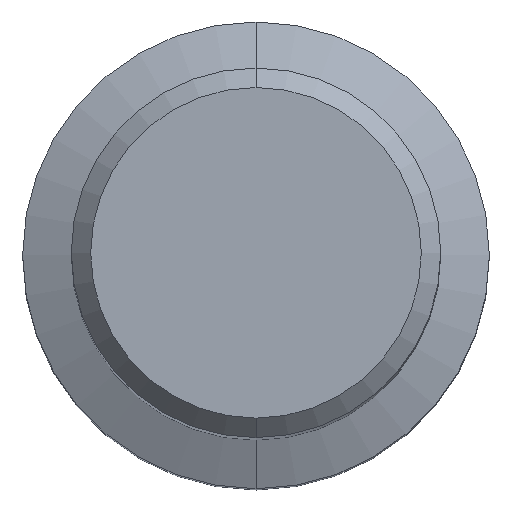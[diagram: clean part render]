
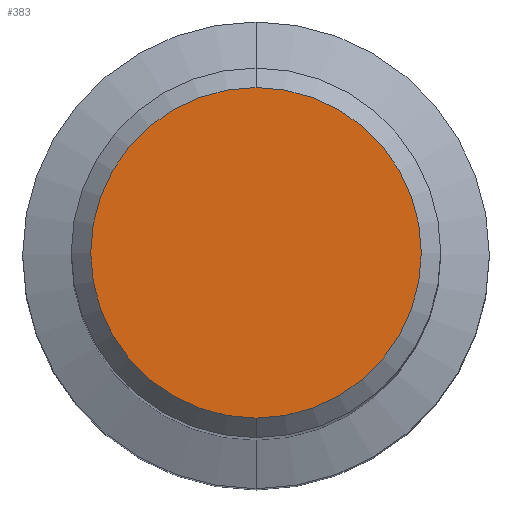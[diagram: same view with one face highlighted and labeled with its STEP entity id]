
A CAD part, top view. The second image highlights one B-rep face of the part: STEP entity #383.
In plain terms, the highlighted planar face has unit normal (0, 0, 1).
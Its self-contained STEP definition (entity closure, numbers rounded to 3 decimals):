
#235=EDGE_CURVE('',#491,#269,#594,.T.);
#269=VERTEX_POINT('',#631);
#317=EDGE_CURVE('',#269,#491,#683,.T.);
#383=ADVANCED_FACE('',(#756),#757,.T.);
#491=VERTEX_POINT('',#877);
#594=CIRCLE('',#1047,8.5);
#631=CARTESIAN_POINT('',(0.,-8.5,0.0));
#683=CIRCLE('',#1201,8.5);
#756=FACE_OUTER_BOUND('',#1304,.T.);
#757=PLANE('',#1305);
#877=CARTESIAN_POINT('',(0.0,8.5,0.0));
#1047=AXIS2_PLACEMENT_3D('',#1741,#1742,#1743);
#1201=AXIS2_PLACEMENT_3D('',#1831,#1832,#1833);
#1304=EDGE_LOOP('',(#1923,#1924));
#1305=AXIS2_PLACEMENT_3D('',#1925,#1926,#1927);
#1741=CARTESIAN_POINT('',(0.0,0.0,0.0));
#1742=DIRECTION('',(0.0,0.0,-1.0));
#1743=DIRECTION('',(0.0,1.0,0.0));
#1831=CARTESIAN_POINT('',(0.0,0.0,0.0));
#1832=DIRECTION('',(0.0,0.0,-1.0));
#1833=DIRECTION('',(0.0,1.0,0.0));
#1923=ORIENTED_EDGE('',*,*,#235,.F.);
#1924=ORIENTED_EDGE('',*,*,#317,.F.);
#1925=CARTESIAN_POINT('',(0.0,4.25,0.0));
#1926=DIRECTION('',(-0.0,0.0,1.0));
#1927=DIRECTION('',(0.0,-1.0,0.0));
